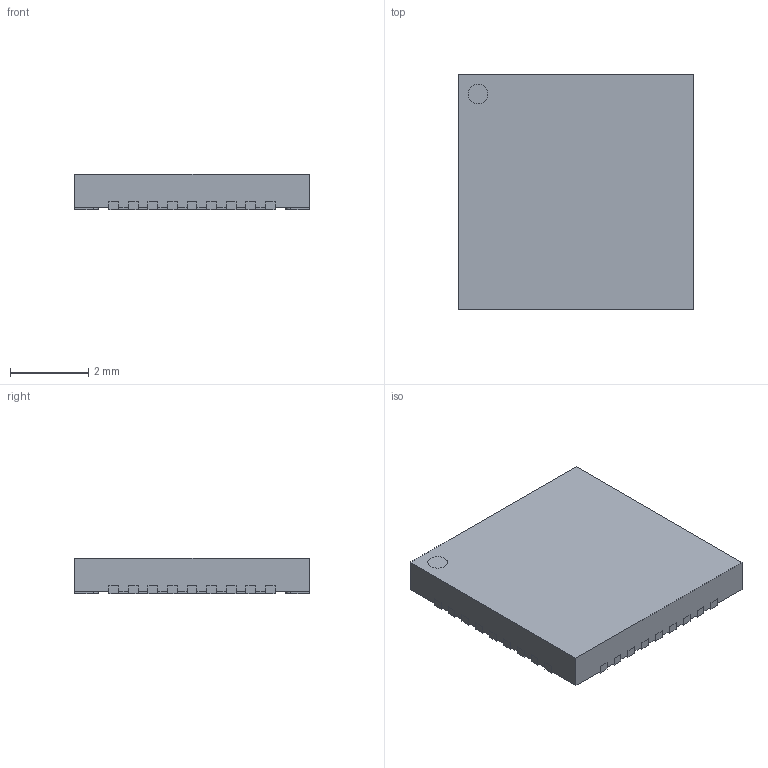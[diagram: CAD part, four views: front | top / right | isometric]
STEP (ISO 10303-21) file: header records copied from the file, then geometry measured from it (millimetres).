
FILE_DESCRIPTION((''),'2;1');
FILE_NAME('QFN50P600X600X90-37N-S425.stp','2012-08-30T12:03:11',(''),(''),'Mechanical Desktop 2011','Mechanical Desktop 2011',', , ');
FILE_SCHEMA(('AUTOMOTIVE_DESIGN { 1 2 10303 214 1 1 1 1 }'));
Length unit declared in the file: millimetre
Products named in the file (1): Product
Bounding box: 6 x 6 x 0.9 mm (x, y, z)
Volume: 31.8 mm3; surface area: 157.6 mm2
Topology: 39 solids, 39 shells, 379 faces, 907 edges, 614 vertices
Faces by surface type: bspline 180, plane 159, cylinder 40
Entity records: 11390 total; most frequent: CARTESIAN_POINT 2938, ORIENTED_EDGE 1800, DIRECTION 1459, EDGE_CURVE 900, VECTOR 755, LINE 755, VERTEX_POINT 600, EDGE_LOOP 380
